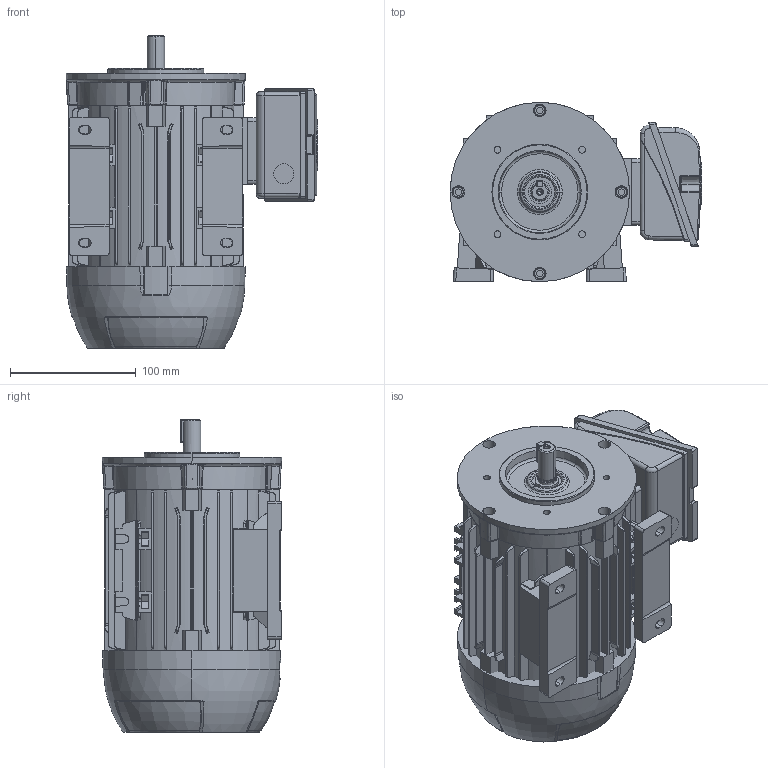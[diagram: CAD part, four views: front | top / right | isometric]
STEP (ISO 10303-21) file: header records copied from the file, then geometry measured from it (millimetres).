
FILE_DESCRIPTION (( 'STEP AP203' ), '1' );
FILE_NAME ('IEC71 B3E IR3.STEP', '2021-08-27T19:38:55', ( '' ), ( '' ), 'SwSTEP 2.0', 'SolidWorks 2018', '' );
FILE_SCHEMA (( 'CONFIG_CONTROL_DESIGN' ));
Length unit declared in the file: millimetre
Products named in the file (32): Eixo Padrão IEC71 IR3; 105006184B_50.5307.022; 500014995_10.5007.178; 105007176_10.5007.176; 105010009-6203 NSK_SKF - 6203 - 10,DE,NC,10_68; 105007077; Tabela Rotores N42 2P AC150_50.5016.757 - �57,90; Tabela Rotores N42 2P AC150; Parafuso Altracs M5_10.5011.291 x 15; 105006185B_50.5307.079; 105033004; 105032001; 500014995; IEC71 B3E IR3; 105032001_10.5032.007-5X5X18; Conj. Rotor IEC71 IR3_505039196; 105006185B; 105010009-6203 NSK; 105007176; 105006184B; Parafuso Altracs M5; 105010008-6202 NSK; 105035223_50.5307.020; 105035223; 105010008-6202 NSK_SKF - 6202 - 10,DE,NC,10_68; Eixo Padrão IEC71 IR3_50.5042.370 - PCT60
Assembly tree (15 placements, depth 3):
  Eixo Padrão IEC71 IR3
  105010009-6203 NSK_SKF - 6203 - 10,DE,NC,10_68
  105007077
  Tabela Rotores N42 2P AC150_50.5016.757 - �57,90
  Tabela Rotores N42 2P AC150
Bounding box: 200.58 x 142.93 x 248.95 mm (x, y, z)
Volume: 3414028.4 mm3; surface area: 336212.7 mm2
Topology: 14 solids, 23 shells, 1912 faces, 4870 edges, 3094 vertices
Faces by surface type: plane 816, bspline 370, cylinder 316, cone 274, torus 98, sphere 38
Entity records: 66012 total; most frequent: CARTESIAN_POINT 24356, ORIENTED_EDGE 9036, DIRECTION 6801, EDGE_CURVE 4518, VERTEX_POINT 2888, AXIS2_PLACEMENT_3D 2453, VECTOR 1895, LINE 1895
